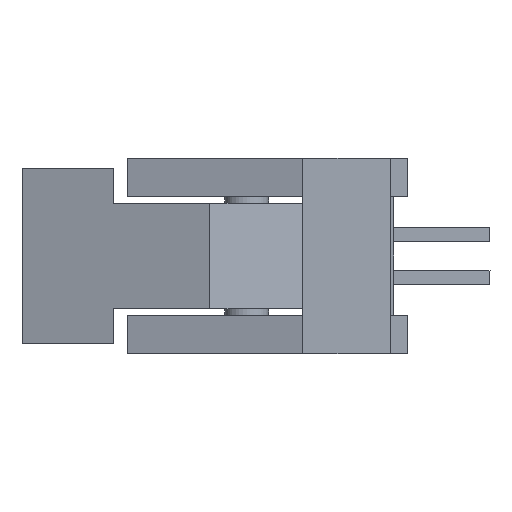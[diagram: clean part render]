
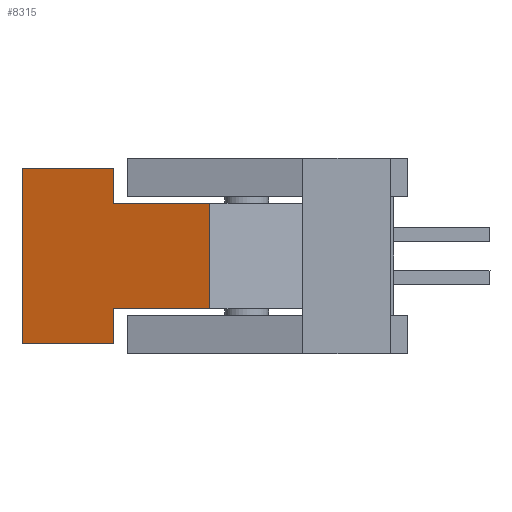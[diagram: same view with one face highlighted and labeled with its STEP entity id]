
A CAD part, left-side view. The second image highlights one B-rep face of the part: STEP entity #8315.
In plain terms, the highlighted planar face has unit normal (-0.961, 0.276, 0).
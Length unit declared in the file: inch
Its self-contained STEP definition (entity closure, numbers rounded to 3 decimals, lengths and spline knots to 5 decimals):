
#2272=ORIENTED_EDGE('',*,*,#3476,.F.);
#2273=ORIENTED_EDGE('',*,*,#3477,.F.);
#2274=ORIENTED_EDGE('',*,*,#3478,.T.);
#2275=ORIENTED_EDGE('',*,*,#3479,.T.);
#2276=ORIENTED_EDGE('',*,*,#3480,.F.);
#2277=ORIENTED_EDGE('',*,*,#3481,.F.);
#2278=ORIENTED_EDGE('',*,*,#3482,.T.);
#2279=ORIENTED_EDGE('',*,*,#3483,.F.);
#3476=EDGE_CURVE('',#4236,#4237,#5370,.T.);
#3477=EDGE_CURVE('',#4238,#4236,#5371,.T.);
#3478=EDGE_CURVE('',#4238,#4239,#5372,.T.);
#3479=EDGE_CURVE('',#4239,#4240,#5373,.T.);
#3480=EDGE_CURVE('',#4241,#4240,#5374,.T.);
#3481=EDGE_CURVE('',#4242,#4241,#5375,.T.);
#3482=EDGE_CURVE('',#4242,#4243,#5376,.T.);
#3483=EDGE_CURVE('',#4237,#4243,#5377,.T.);
#4236=VERTEX_POINT('',#13072);
#4237=VERTEX_POINT('',#13073);
#4238=VERTEX_POINT('',#13075);
#4239=VERTEX_POINT('',#13077);
#4240=VERTEX_POINT('',#13079);
#4241=VERTEX_POINT('',#13081);
#4242=VERTEX_POINT('',#13083);
#4243=VERTEX_POINT('',#13085);
#5370=LINE('',#13071,#6516);
#5371=LINE('',#13074,#6517);
#5372=LINE('',#13076,#6518);
#5373=LINE('',#13078,#6519);
#5374=LINE('',#13080,#6520);
#5375=LINE('',#13082,#6521);
#5376=LINE('',#13084,#6522);
#5377=LINE('',#13086,#6523);
#6516=VECTOR('',#10751,39.37008);
#6517=VECTOR('',#10752,39.37008);
#6518=VECTOR('',#10753,39.37008);
#6519=VECTOR('',#10754,39.37008);
#6520=VECTOR('',#10755,39.37008);
#6521=VECTOR('',#10756,39.37008);
#6522=VECTOR('',#10757,39.37008);
#6523=VECTOR('',#10758,39.37008);
#7005=EDGE_LOOP('',(#2272,#2273,#2274,#2275,#2276,#2277,#2278,#2279));
#7473=FACE_BOUND('',#7005,.T.);
#7895=PLANE('',#8794);
#8315=ADVANCED_FACE('',(#7473),#7895,.F.);
#8794=AXIS2_PLACEMENT_3D('',#13070,#10749,#10750);
#10749=DIRECTION('',(0.961,-0.276,0.));
#10750=DIRECTION('',(0.276,0.961,0.));
#10751=DIRECTION('',(-0.276,-0.961,0.));
#10752=DIRECTION('',(0.,0.,-1.));
#10753=DIRECTION('',(0.276,0.961,0.));
#10754=DIRECTION('',(0.,0.,-1.));
#10755=DIRECTION('',(0.276,0.961,0.));
#10756=DIRECTION('',(0.,0.,-1.));
#10757=DIRECTION('',(-0.276,-0.961,0.));
#10758=DIRECTION('',(0.,0.,-1.));
#13070=CARTESIAN_POINT('',(-0.47658,0.4235,0.06));
#13071=CARTESIAN_POINT('',(-0.47658,0.4235,0.06));
#13072=CARTESIAN_POINT('',(-0.50646,0.3193,0.06));
#13073=CARTESIAN_POINT('',(-0.538,0.2093,0.06));
#13074=CARTESIAN_POINT('',(-0.50646,0.3193,0.1));
#13075=CARTESIAN_POINT('',(-0.50646,0.3193,0.1));
#13076=CARTESIAN_POINT('',(-0.50646,0.3193,0.1));
#13077=CARTESIAN_POINT('',(-0.47658,0.4235,0.1));
#13078=CARTESIAN_POINT('',(-0.47658,0.4235,0.06));
#13079=CARTESIAN_POINT('',(-0.47658,0.4235,-0.1));
#13080=CARTESIAN_POINT('',(-0.50646,0.3193,-0.1));
#13081=CARTESIAN_POINT('',(-0.50646,0.3193,-0.1));
#13082=CARTESIAN_POINT('',(-0.50646,0.3193,0.1));
#13083=CARTESIAN_POINT('',(-0.50646,0.3193,-0.06));
#13084=CARTESIAN_POINT('',(-0.47658,0.4235,-0.06));
#13085=CARTESIAN_POINT('',(-0.538,0.2093,-0.06));
#13086=CARTESIAN_POINT('',(-0.538,0.2093,0.06));
